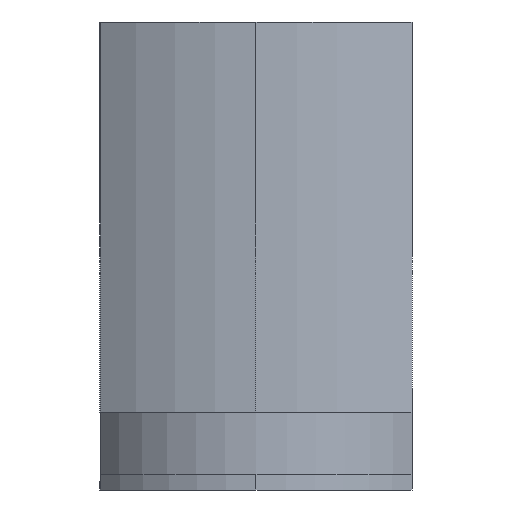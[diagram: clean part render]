
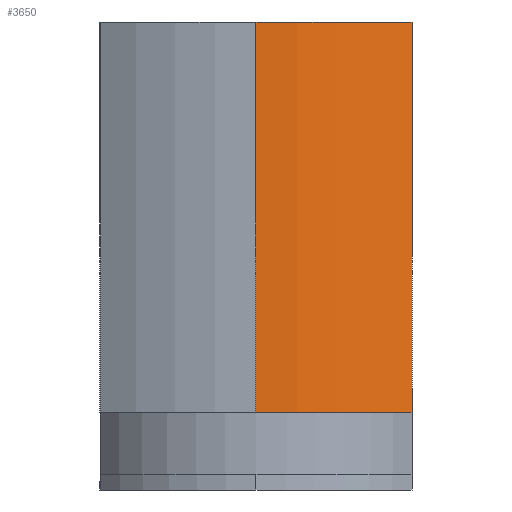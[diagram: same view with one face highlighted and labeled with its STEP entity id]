
A CAD part, left-side view. The second image highlights one B-rep face of the part: STEP entity #3650.
In plain terms, the highlighted cylindrical face has radius 19 mm (diameter 38 mm), a partial arc.
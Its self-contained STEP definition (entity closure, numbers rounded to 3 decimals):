
#121 = CYLINDRICAL_SURFACE ( 'NONE', #3995, 19. ) ;
#138 = EDGE_CURVE ( 'NONE', #3871, #2737, #632, .T. ) ;
#221 = CARTESIAN_POINT ( 'NONE',  ( -0.268, -1.876, 28. ) ) ;
#259 = VERTEX_POINT ( 'NONE', #2619 ) ;
#305 = VECTOR ( 'NONE', #3508, 1000. ) ;
#414 = VERTEX_POINT ( 'NONE', #2739 ) ;
#485 = EDGE_LOOP ( 'NONE', ( #1195, #2222, #1340, #1276 ) ) ;
#492 = FACE_OUTER_BOUND ( 'NONE', #485, .T. ) ;
#632 = LINE ( 'NONE', #1336, #305 ) ;
#842 = DIRECTION ( 'NONE',  ( 0., 0., -1. ) ) ;
#863 = EDGE_CURVE ( 'NONE', #414, #259, #2574, .T. ) ;
#901 = VECTOR ( 'NONE', #2251, 1000. ) ;
#1050 = DIRECTION ( 'NONE',  ( 0., 0., -1. ) ) ;
#1163 = CARTESIAN_POINT ( 'NONE',  ( -19.268, -1.876, 28. ) ) ;
#1192 = DIRECTION ( 'NONE',  ( -1., 0., 0. ) ) ;
#1195 = ORIENTED_EDGE ( 'NONE', *, *, #2421, .F. ) ;
#1276 = ORIENTED_EDGE ( 'NONE', *, *, #863, .F. ) ;
#1336 = CARTESIAN_POINT ( 'NONE',  ( -19.268, -1.876, 53. ) ) ;
#1340 = ORIENTED_EDGE ( 'NONE', *, *, #3833, .F. ) ;
#1460 = CARTESIAN_POINT ( 'NONE',  ( -19.268, -1.876, 53. ) ) ;
#1809 = DIRECTION ( 'NONE',  ( 1., 0., 0. ) ) ;
#1952 = CIRCLE ( 'NONE', #2555, 19. ) ;
#2045 = DIRECTION ( 'NONE',  ( -1., 0., 0. ) ) ;
#2137 = CIRCLE ( 'NONE', #2540, 19. ) ;
#2222 = ORIENTED_EDGE ( 'NONE', *, *, #138, .T. ) ;
#2251 = DIRECTION ( 'NONE',  ( 0., 0., -1. ) ) ;
#2421 = EDGE_CURVE ( 'NONE', #3871, #414, #2137, .T. ) ;
#2517 = DIRECTION ( 'NONE',  ( 0., 0., 1. ) ) ;
#2540 = AXIS2_PLACEMENT_3D ( 'NONE', #4076, #2517, #1809 ) ;
#2555 = AXIS2_PLACEMENT_3D ( 'NONE', #221, #842, #1192 ) ;
#2574 = LINE ( 'NONE', #3829, #901 ) ;
#2619 = CARTESIAN_POINT ( 'NONE',  ( -16.423, -11.876, 28. ) ) ;
#2627 = CARTESIAN_POINT ( 'NONE',  ( -0.268, -1.876, 53. ) ) ;
#2737 = VERTEX_POINT ( 'NONE', #1163 ) ;
#2739 = CARTESIAN_POINT ( 'NONE',  ( -16.423, -11.876, 53. ) ) ;
#3508 = DIRECTION ( 'NONE',  ( 0., 0., -1. ) ) ;
#3650 = ADVANCED_FACE ( 'NONE', ( #492 ), #121, .T. ) ;
#3829 = CARTESIAN_POINT ( 'NONE',  ( -16.423, -11.876, 53. ) ) ;
#3833 = EDGE_CURVE ( 'NONE', #259, #2737, #1952, .T. ) ;
#3871 = VERTEX_POINT ( 'NONE', #1460 ) ;
#3995 = AXIS2_PLACEMENT_3D ( 'NONE', #2627, #1050, #2045 ) ;
#4076 = CARTESIAN_POINT ( 'NONE',  ( -0.268, -1.876, 53. ) ) ;
